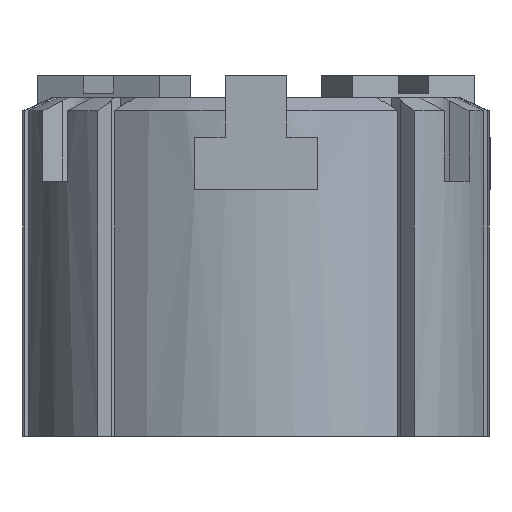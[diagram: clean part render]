
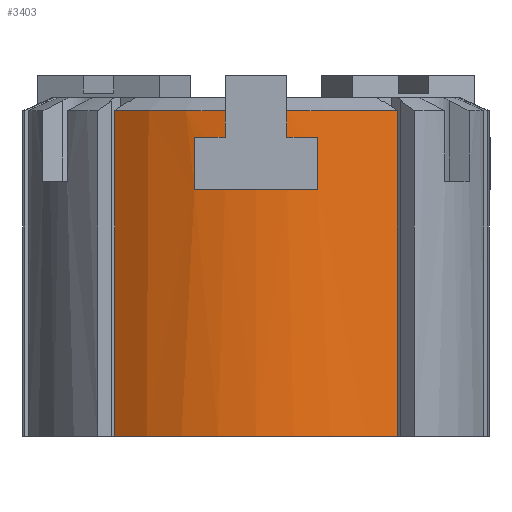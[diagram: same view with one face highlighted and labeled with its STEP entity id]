
A CAD part, front view. The second image highlights one B-rep face of the part: STEP entity #3403.
In plain terms, the highlighted cylindrical face has radius 53 mm (diameter 106 mm), a partial arc.
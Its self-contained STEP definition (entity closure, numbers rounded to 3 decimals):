
#381=FACE_OUTER_BOUND('',#611,.T.);
#611=EDGE_LOOP('',(#2904,#2905,#2906,#2907,#2908,#2909,#2910,#2911,#2912,
#2913,#2914,#2915));
#771=LINE('',#5255,#1085);
#846=LINE('',#5436,#1160);
#852=LINE('',#5453,#1166);
#858=LINE('',#5464,#1172);
#897=LINE('',#5682,#1211);
#925=LINE('',#5742,#1239);
#1085=VECTOR('',#4156,6.);
#1160=VECTOR('',#4313,6.);
#1166=VECTOR('',#4327,12.);
#1172=VECTOR('',#4337,12.);
#1211=VECTOR('',#4478,74.);
#1239=VECTOR('',#4544,74.);
#1419=CIRCLE('',#3643,53.);
#1420=CIRCLE('',#3647,53.);
#1421=CIRCLE('',#3652,53.);
#1434=CIRCLE('',#3689,53.);
#1435=CIRCLE('',#3691,53.);
#1443=CIRCLE('',#3730,53.);
#1616=VERTEX_POINT('',#5250);
#1617=VERTEX_POINT('',#5254);
#1678=VERTEX_POINT('',#5426);
#1681=VERTEX_POINT('',#5433);
#1682=VERTEX_POINT('',#5435);
#1685=VERTEX_POINT('',#5447);
#1686=VERTEX_POINT('',#5452);
#1689=VERTEX_POINT('',#5462);
#1732=VERTEX_POINT('',#5611);
#1733=VERTEX_POINT('',#5626);
#1740=VERTEX_POINT('',#5680);
#1753=VERTEX_POINT('',#5740);
#1962=EDGE_CURVE('',#1617,#1616,#771,.T.);
#2053=EDGE_CURVE('',#1678,#1617,#1419,.T.);
#2057=EDGE_CURVE('',#1682,#1681,#846,.T.);
#2063=EDGE_CURVE('',#1681,#1685,#1420,.T.);
#2065=EDGE_CURVE('',#1686,#1678,#852,.T.);
#2071=EDGE_CURVE('',#1685,#1689,#858,.T.);
#2072=EDGE_CURVE('',#1689,#1686,#1421,.T.);
#2128=EDGE_CURVE('',#1616,#1732,#1434,.T.);
#2131=EDGE_CURVE('',#1733,#1682,#1435,.T.);
#2146=EDGE_CURVE('',#1740,#1733,#897,.T.);
#2176=EDGE_CURVE('',#1732,#1753,#925,.T.);
#2189=EDGE_CURVE('',#1753,#1740,#1443,.T.);
#2904=ORIENTED_EDGE('',*,*,#2063,.T.);
#2905=ORIENTED_EDGE('',*,*,#2071,.T.);
#2906=ORIENTED_EDGE('',*,*,#2072,.T.);
#2907=ORIENTED_EDGE('',*,*,#2065,.T.);
#2908=ORIENTED_EDGE('',*,*,#2053,.T.);
#2909=ORIENTED_EDGE('',*,*,#1962,.T.);
#2910=ORIENTED_EDGE('',*,*,#2128,.T.);
#2911=ORIENTED_EDGE('',*,*,#2176,.T.);
#2912=ORIENTED_EDGE('',*,*,#2189,.T.);
#2913=ORIENTED_EDGE('',*,*,#2146,.T.);
#2914=ORIENTED_EDGE('',*,*,#2131,.T.);
#2915=ORIENTED_EDGE('',*,*,#2057,.T.);
#3256=CYLINDRICAL_SURFACE('',#3729,53.);
#3403=ADVANCED_FACE('',(#381),#3256,.T.);
#3643=AXIS2_PLACEMENT_3D('',#5427,#4306,#4307);
#3647=AXIS2_PLACEMENT_3D('',#5449,#4322,#4323);
#3652=AXIS2_PLACEMENT_3D('',#5466,#4340,#4341);
#3689=AXIS2_PLACEMENT_3D('',#5616,#4448,#4449);
#3691=AXIS2_PLACEMENT_3D('',#5627,#4452,#4453);
#3729=AXIS2_PLACEMENT_3D('',#5778,#4569,#4570);
#3730=AXIS2_PLACEMENT_3D('',#5779,#4571,#4572);
#4156=DIRECTION('',(0.,0.,1.));
#4306=DIRECTION('center_axis',(0.,0.,1.));
#4307=DIRECTION('ref_axis',(1.,0.,0.));
#4313=DIRECTION('',(0.,0.,-1.));
#4322=DIRECTION('center_axis',(0.,0.,1.));
#4323=DIRECTION('ref_axis',(1.,0.,0.));
#4327=DIRECTION('',(0.,0.,1.));
#4337=DIRECTION('',(0.,0.,-1.));
#4340=DIRECTION('center_axis',(0.,0.,-1.));
#4341=DIRECTION('ref_axis',(1.,0.,0.));
#4448=DIRECTION('center_axis',(0.,0.,-1.));
#4449=DIRECTION('ref_axis',(1.,0.,0.));
#4452=DIRECTION('center_axis',(0.,0.,-1.));
#4453=DIRECTION('ref_axis',(1.,0.,0.));
#4478=DIRECTION('',(0.,0.,1.));
#4544=DIRECTION('',(0.,0.,-1.));
#4569=DIRECTION('center_axis',(0.,0.,1.));
#4570=DIRECTION('ref_axis',(1.,0.,0.));
#4571=DIRECTION('center_axis',(0.,0.,1.));
#4572=DIRECTION('ref_axis',(1.,0.,0.));
#5250=CARTESIAN_POINT('',(-0.598,-47.579,-3.));
#5254=CARTESIAN_POINT('',(-0.598,-47.579,-9.));
#5255=CARTESIAN_POINT('',(-0.598,-47.579,0.));
#5426=CARTESIAN_POINT('',(-7.598,-46.161,-9.));
#5427=CARTESIAN_POINT('Origin',(6.402,4.957,-9.));
#5433=CARTESIAN_POINT('',(13.402,-47.579,-9.));
#5435=CARTESIAN_POINT('',(13.402,-47.579,-3.));
#5436=CARTESIAN_POINT('',(13.402,-47.579,-9.));
#5447=CARTESIAN_POINT('',(20.402,-46.161,-9.));
#5449=CARTESIAN_POINT('Origin',(6.402,4.957,-9.));
#5452=CARTESIAN_POINT('',(-7.598,-46.161,-21.));
#5453=CARTESIAN_POINT('',(-7.598,-46.161,0.));
#5462=CARTESIAN_POINT('',(20.402,-46.161,-21.));
#5464=CARTESIAN_POINT('',(20.402,-46.161,-21.));
#5466=CARTESIAN_POINT('Origin',(6.402,4.957,-21.));
#5611=CARTESIAN_POINT('',(-25.712,-37.205,-3.));
#5616=CARTESIAN_POINT('Origin',(6.402,4.957,-3.));
#5626=CARTESIAN_POINT('',(38.517,-37.205,-3.));
#5627=CARTESIAN_POINT('Origin',(6.402,4.957,-3.));
#5680=CARTESIAN_POINT('',(38.517,-37.205,-77.));
#5682=CARTESIAN_POINT('',(38.517,-37.205,0.));
#5740=CARTESIAN_POINT('',(-25.712,-37.205,-77.));
#5742=CARTESIAN_POINT('',(-25.712,-37.205,0.));
#5778=CARTESIAN_POINT('Origin',(6.402,4.957,0.));
#5779=CARTESIAN_POINT('Origin',(6.402,4.957,-77.));
